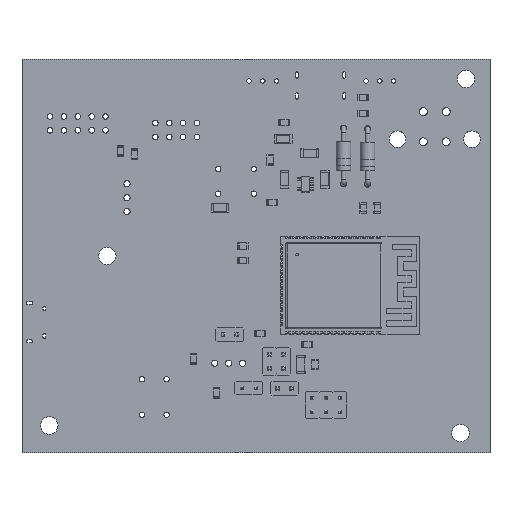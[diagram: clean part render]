
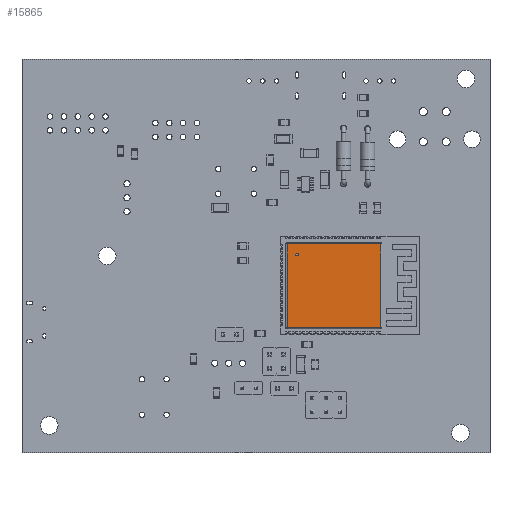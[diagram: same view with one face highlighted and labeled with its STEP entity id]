
A CAD part, top view. The second image highlights one B-rep face of the part: STEP entity #15865.
In plain terms, the highlighted planar face has unit normal (0, 0, 1).
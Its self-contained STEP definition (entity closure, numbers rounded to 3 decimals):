
#15689 = VERTEX_POINT('',#15690);
#15690 = CARTESIAN_POINT('',(-7.55,5.65,3.1));
#15697 = EDGE_CURVE('',#15689,#15698,#15700,.T.);
#15698 = VERTEX_POINT('',#15699);
#15699 = CARTESIAN_POINT('',(7.75,5.65,3.1));
#15700 = LINE('',#15701,#15702);
#15701 = CARTESIAN_POINT('',(-7.8,5.65,3.1));
#15702 = VECTOR('',#15703,1.);
#15703 = DIRECTION('',(1.,0.,0.));
#15865 = ADVANCED_FACE('',(#15866,#15891),#15902,.T.);
#15866 = FACE_BOUND('',#15867,.T.);
#15867 = EDGE_LOOP('',(#15868,#15878,#15884,#15885));
#15868 = ORIENTED_EDGE('',*,*,#15869,.F.);
#15869 = EDGE_CURVE('',#15870,#15872,#15874,.T.);
#15870 = VERTEX_POINT('',#15871);
#15871 = CARTESIAN_POINT('',(7.75,-11.45,3.1));
#15872 = VERTEX_POINT('',#15873);
#15873 = CARTESIAN_POINT('',(-7.55,-11.45,3.1));
#15874 = LINE('',#15875,#15876);
#15875 = CARTESIAN_POINT('',(8.,-11.45,3.1));
#15876 = VECTOR('',#15877,1.);
#15877 = DIRECTION('',(-1.,0.,0.));
#15878 = ORIENTED_EDGE('',*,*,#15879,.F.);
#15879 = EDGE_CURVE('',#15698,#15870,#15880,.T.);
#15880 = LINE('',#15881,#15882);
#15881 = CARTESIAN_POINT('',(7.75,5.9,3.1));
#15882 = VECTOR('',#15883,1.);
#15883 = DIRECTION('',(0.,-1.,0.));
#15884 = ORIENTED_EDGE('',*,*,#15697,.F.);
#15885 = ORIENTED_EDGE('',*,*,#15886,.F.);
#15886 = EDGE_CURVE('',#15872,#15689,#15887,.T.);
#15887 = LINE('',#15888,#15889);
#15888 = CARTESIAN_POINT('',(-7.55,-11.7,3.1));
#15889 = VECTOR('',#15890,1.);
#15890 = DIRECTION('',(0.,1.,0.));
#15891 = FACE_BOUND('',#15892,.T.);
#15892 = EDGE_LOOP('',(#15893));
#15893 = ORIENTED_EDGE('',*,*,#15894,.F.);
#15894 = EDGE_CURVE('',#15895,#15895,#15897,.T.);
#15895 = VERTEX_POINT('',#15896);
#15896 = CARTESIAN_POINT('',(-5.35,-9.6,3.1));
#15897 = CIRCLE('',#15898,0.25);
#15898 = AXIS2_PLACEMENT_3D('',#15899,#15900,#15901);
#15899 = CARTESIAN_POINT('',(-5.6,-9.6,3.1));
#15900 = DIRECTION('',(0.,0.,1.));
#15901 = DIRECTION('',(1.,0.,-0.));
#15902 = PLANE('',#15903);
#15903 = AXIS2_PLACEMENT_3D('',#15904,#15905,#15906);
#15904 = CARTESIAN_POINT('',(0.1,-2.9,3.1));
#15905 = DIRECTION('',(0.,0.,1.));
#15906 = DIRECTION('',(1.,0.,-0.));
